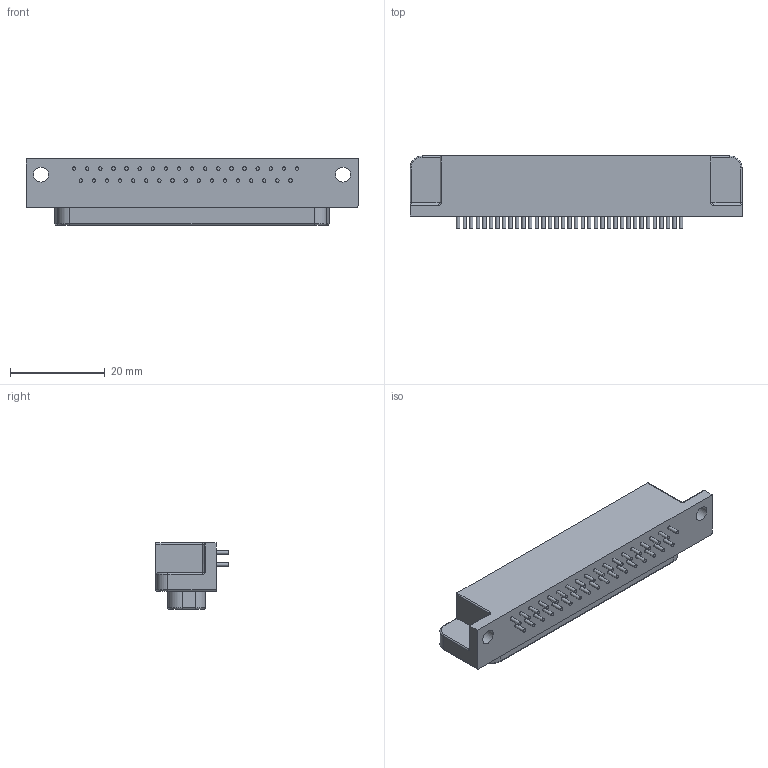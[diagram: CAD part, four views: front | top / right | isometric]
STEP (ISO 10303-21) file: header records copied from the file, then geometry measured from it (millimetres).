
FILE_DESCRIPTION(('STEP AP214'), '1');
FILE_NAME('DB37RA_F', '2016-02-06T10:29:59', ('Anton S.'), (''), 'ASCON STEP Converter 1.3', 'ASCON Math Kernel', '');
FILE_SCHEMA(('AUTOMOTIVE_DESIGN { 1 0 10303 214 3 1 1}'));
Length unit declared in the file: millimetre
Products named in the file (1): DB37RA_F
Bounding box: 70.1 x 15.24 x 13.97 mm (x, y, z)
Volume: 9665.5 mm3; surface area: 4845.4 mm2
Topology: 1 solids, 1 shells, 241 faces, 469 edges, 303 vertices
Faces by surface type: cylinder 101, plane 89, torus 51
Full cylindrical faces by diameter (mm): 0.711 x35, 1.27 x37, 3.175 x2
Entity records: 7800 total; most frequent: DIRECTION 1115, CARTESIAN_POINT 1050, ORIENTED_EDGE 712, AXIS2_PLACEMENT_3D 523, EDGE_LOOP 431, EDGE_CURVE 356, VERTEX_POINT 303, FACE_BOUND 281
